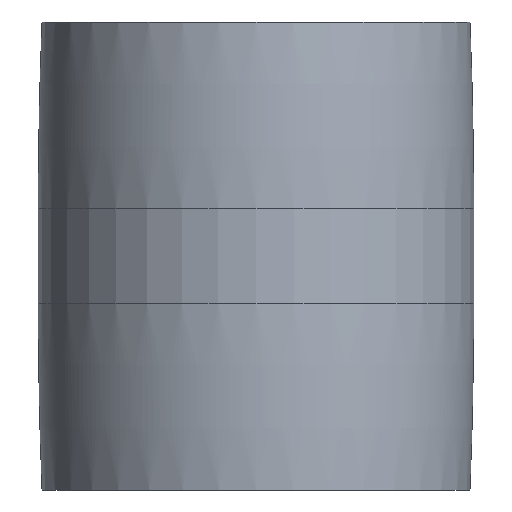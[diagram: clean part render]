
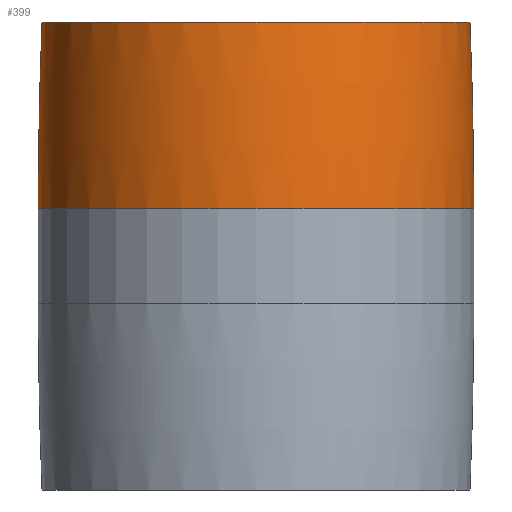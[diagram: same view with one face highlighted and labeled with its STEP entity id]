
A CAD part, front view. The second image highlights one B-rep face of the part: STEP entity #399.
In plain terms, the highlighted toroidal (fillet/blend) face has major radius 1167.92 mm and minor radius 1225.62 mm.
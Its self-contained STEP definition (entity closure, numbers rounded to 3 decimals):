
#58 = CARTESIAN_POINT ( 'NONE',  ( 56.7, 0., 62. ) ) ;
#65 = EDGE_LOOP ( 'NONE', ( #867, #706, #829, #222 ) ) ;
#71 = DIRECTION ( 'NONE',  ( 0., 1., 0. ) ) ;
#87 = DIRECTION ( 'NONE',  ( 0., 0., 1. ) ) ;
#111 = AXIS2_PLACEMENT_3D ( 'NONE', #486, #939, #196 ) ;
#158 = CARTESIAN_POINT ( 'NONE',  ( -56.7, 0., 62. ) ) ;
#160 = CIRCLE ( 'NONE', #554, 57.7 ) ;
#168 = VERTEX_POINT ( 'NONE', #227 ) ;
#196 = DIRECTION ( 'NONE',  ( 1., 0., 0. ) ) ;
#221 = EDGE_CURVE ( 'NONE', #495, #318, #269, .T. ) ;
#222 = ORIENTED_EDGE ( 'NONE', *, *, #929, .F. ) ;
#227 = CARTESIAN_POINT ( 'NONE',  ( 57.7, 0., 12.5 ) ) ;
#268 = AXIS2_PLACEMENT_3D ( 'NONE', #461, #419, #558 ) ;
#269 = CIRCLE ( 'NONE', #282, 1225.625 ) ;
#282 = AXIS2_PLACEMENT_3D ( 'NONE', #531, #71, #688 ) ;
#318 = VERTEX_POINT ( 'NONE', #158 ) ;
#381 = CIRCLE ( 'NONE', #268, 56.7 ) ;
#399 = ADVANCED_FACE ( 'NONE', ( #711 ), #510, .T. ) ;
#419 = DIRECTION ( 'NONE',  ( 0., 0., 1. ) ) ;
#461 = CARTESIAN_POINT ( 'NONE',  ( 0., 0., 62. ) ) ;
#476 = DIRECTION ( 'NONE',  ( 1., 0., 0. ) ) ;
#486 = CARTESIAN_POINT ( 'NONE',  ( 0., 0., 12.5 ) ) ;
#495 = VERTEX_POINT ( 'NONE', #594 ) ;
#510 = TOROIDAL_SURFACE ( 'NONE', #111, -1167.925, 1225.625 ) ;
#531 = CARTESIAN_POINT ( 'NONE',  ( 1167.925, 0., 12.5 ) ) ;
#532 = VERTEX_POINT ( 'NONE', #58 ) ;
#543 = DIRECTION ( 'NONE',  ( 0., -1., 0. ) ) ;
#554 = AXIS2_PLACEMENT_3D ( 'NONE', #609, #87, #476 ) ;
#558 = DIRECTION ( 'NONE',  ( 1., 0., 0. ) ) ;
#594 = CARTESIAN_POINT ( 'NONE',  ( -57.7, 0., 12.5 ) ) ;
#609 = CARTESIAN_POINT ( 'NONE',  ( 0., 0., 12.5 ) ) ;
#639 = EDGE_CURVE ( 'NONE', #495, #168, #160, .T. ) ;
#688 = DIRECTION ( 'NONE',  ( -1., 0., 0. ) ) ;
#706 = ORIENTED_EDGE ( 'NONE', *, *, #639, .T. ) ;
#709 = CIRCLE ( 'NONE', #800, 1225.625 ) ;
#711 = FACE_OUTER_BOUND ( 'NONE', #65, .T. ) ;
#764 = DIRECTION ( 'NONE',  ( 0., 0., -1. ) ) ;
#782 = EDGE_CURVE ( 'NONE', #168, #532, #709, .T. ) ;
#800 = AXIS2_PLACEMENT_3D ( 'NONE', #910, #543, #764 ) ;
#829 = ORIENTED_EDGE ( 'NONE', *, *, #782, .T. ) ;
#867 = ORIENTED_EDGE ( 'NONE', *, *, #221, .F. ) ;
#910 = CARTESIAN_POINT ( 'NONE',  ( -1167.925, 0., 12.5 ) ) ;
#929 = EDGE_CURVE ( 'NONE', #318, #532, #381, .T. ) ;
#939 = DIRECTION ( 'NONE',  ( 0., 0., 1. ) ) ;
